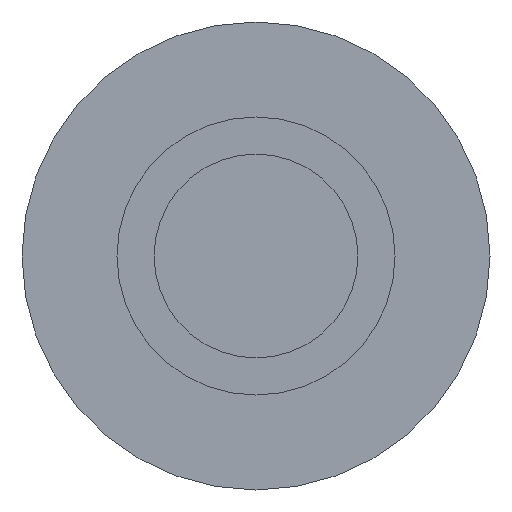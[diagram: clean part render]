
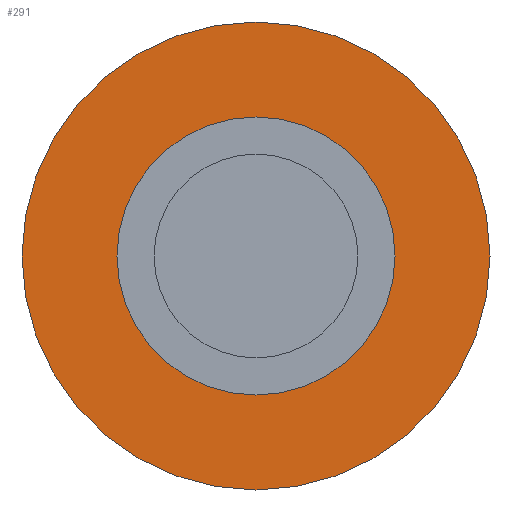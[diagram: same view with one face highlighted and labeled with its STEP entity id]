
A CAD part, left-side view. The second image highlights one B-rep face of the part: STEP entity #291.
In plain terms, the highlighted planar face has unit normal (-1, 0, 0).
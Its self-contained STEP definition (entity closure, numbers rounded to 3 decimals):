
#15 = CIRCLE ( 'NONE', #301, 25.25 ) ;
#24 = CIRCLE ( 'NONE', #147, 15. ) ;
#35 = VERTEX_POINT ( 'NONE', #251 ) ;
#43 = DIRECTION ( 'NONE',  ( -1., 0., 0. ) ) ;
#57 = CIRCLE ( 'NONE', #107, 15. ) ;
#66 = PLANE ( 'NONE',  #80 ) ;
#80 = AXIS2_PLACEMENT_3D ( 'NONE', #348, #133, #295 ) ;
#84 = ORIENTED_EDGE ( 'NONE', *, *, #373, .T. ) ;
#107 = AXIS2_PLACEMENT_3D ( 'NONE', #402, #192, #148 ) ;
#110 = EDGE_LOOP ( 'NONE', ( #184, #350 ) ) ;
#113 = VERTEX_POINT ( 'NONE', #129 ) ;
#126 = CARTESIAN_POINT ( 'NONE',  ( -12.668, 11.882, 0. ) ) ;
#129 = CARTESIAN_POINT ( 'NONE',  ( -12.668, 11.882, 15. ) ) ;
#133 = DIRECTION ( 'NONE',  ( 1., 0., 0. ) ) ;
#146 = EDGE_LOOP ( 'NONE', ( #182, #84 ) ) ;
#147 = AXIS2_PLACEMENT_3D ( 'NONE', #241, #43, #277 ) ;
#148 = DIRECTION ( 'NONE',  ( 0., 0., 1. ) ) ;
#182 = ORIENTED_EDGE ( 'NONE', *, *, #285, .T. ) ;
#184 = ORIENTED_EDGE ( 'NONE', *, *, #288, .F. ) ;
#185 = DIRECTION ( 'NONE',  ( -1., 0., 0. ) ) ;
#190 = VERTEX_POINT ( 'NONE', #368 ) ;
#192 = DIRECTION ( 'NONE',  ( -1., 0., 0. ) ) ;
#200 = DIRECTION ( 'NONE',  ( -1., 0., 0. ) ) ;
#234 = CARTESIAN_POINT ( 'NONE',  ( -12.668, 11.882, -25.25 ) ) ;
#241 = CARTESIAN_POINT ( 'NONE',  ( -12.668, 11.882, 0. ) ) ;
#251 = CARTESIAN_POINT ( 'NONE',  ( -12.668, 11.882, 25.25 ) ) ;
#267 = AXIS2_PLACEMENT_3D ( 'NONE', #126, #200, #314 ) ;
#277 = DIRECTION ( 'NONE',  ( 0., 0., 1. ) ) ;
#285 = EDGE_CURVE ( 'NONE', #35, #316, #15, .T. ) ;
#288 = EDGE_CURVE ( 'NONE', #113, #190, #57, .T. ) ;
#291 = ADVANCED_FACE ( 'NONE', ( #304, #452 ), #66, .F. ) ;
#295 = DIRECTION ( 'NONE',  ( 0., 0., -1. ) ) ;
#301 = AXIS2_PLACEMENT_3D ( 'NONE', #342, #185, #486 ) ;
#304 = FACE_BOUND ( 'NONE', #110, .T. ) ;
#314 = DIRECTION ( 'NONE',  ( 0., 0., 1. ) ) ;
#316 = VERTEX_POINT ( 'NONE', #234 ) ;
#342 = CARTESIAN_POINT ( 'NONE',  ( -12.668, 11.882, 0. ) ) ;
#348 = CARTESIAN_POINT ( 'NONE',  ( -12.668, 0., 0. ) ) ;
#350 = ORIENTED_EDGE ( 'NONE', *, *, #457, .F. ) ;
#368 = CARTESIAN_POINT ( 'NONE',  ( -12.668, 11.882, -15. ) ) ;
#373 = EDGE_CURVE ( 'NONE', #316, #35, #454, .T. ) ;
#402 = CARTESIAN_POINT ( 'NONE',  ( -12.668, 11.882, 0. ) ) ;
#452 = FACE_OUTER_BOUND ( 'NONE', #146, .T. ) ;
#454 = CIRCLE ( 'NONE', #267, 25.25 ) ;
#457 = EDGE_CURVE ( 'NONE', #190, #113, #24, .T. ) ;
#486 = DIRECTION ( 'NONE',  ( 0., 0., 1. ) ) ;
